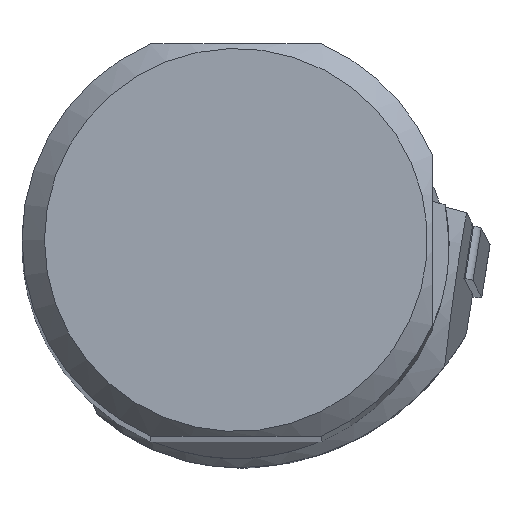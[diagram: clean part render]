
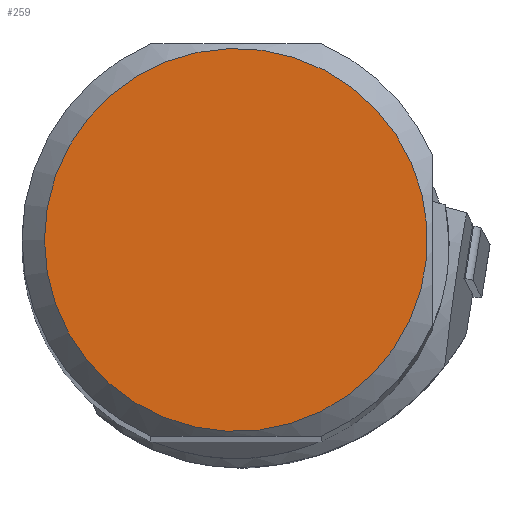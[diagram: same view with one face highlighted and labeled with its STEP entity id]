
A CAD part, top view. The second image highlights one B-rep face of the part: STEP entity #259.
In plain terms, the highlighted planar face has unit normal (0, 0, 1).
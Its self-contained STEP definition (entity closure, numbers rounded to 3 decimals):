
#184=FACE_OUTER_BOUND('',#643,.T.);
#259=ADVANCED_FACE('CU_SU_BP3',(#184),#316,.T.);
#316=PLANE('',#1631);
#643=EDGE_LOOP('',(#880));
#880=ORIENTED_EDGE('',*,*,#1356,.F.);
#1186=VERTEX_POINT('',#2473);
#1356=EDGE_CURVE('',#1186,#1186,#1461,.T.);
#1461=CIRCLE('',#1629,17.039);
#1629=AXIS2_PLACEMENT_3D('',#2472,#1926,#1927);
#1631=AXIS2_PLACEMENT_3D('',#2475,#1930,#1931);
#1926=DIRECTION('',(0.,0.,-1.));
#1927=DIRECTION('',(-1.,0.,0.));
#1930=DIRECTION('',(0.,0.,1.));
#1931=DIRECTION('',(-1.,0.,0.));
#2472=CARTESIAN_POINT('',(0.,0.,0.));
#2473=CARTESIAN_POINT('',(-17.039,0.,0.));
#2475=CARTESIAN_POINT('',(0.,0.,0.));
